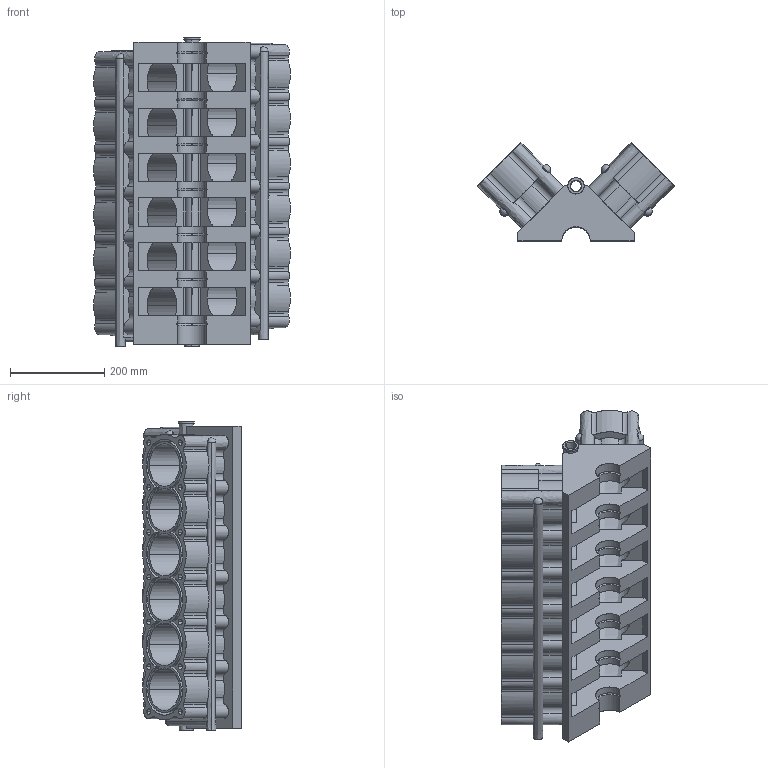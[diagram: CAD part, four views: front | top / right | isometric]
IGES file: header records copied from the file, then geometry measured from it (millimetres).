
Start section: SolidWorks IGES file using analytic representation for surfaces
Global section: file name: crankcase.IGS; native system: SolidWorks 2012; preprocessor: SolidWorks 2012; author: blake chinca; date: 121016.121620; units: millimetre
Bounding box: 417.19 x 208.6 x 654.78 mm (x, y, z)
Surface area: 2347477.2 mm2 (no closed solid volume)
Topology: 0 solids, 0 shells, 1303 faces, 22276 edges, 22257 vertices
Faces by surface type: revolution 674, bspline 629
